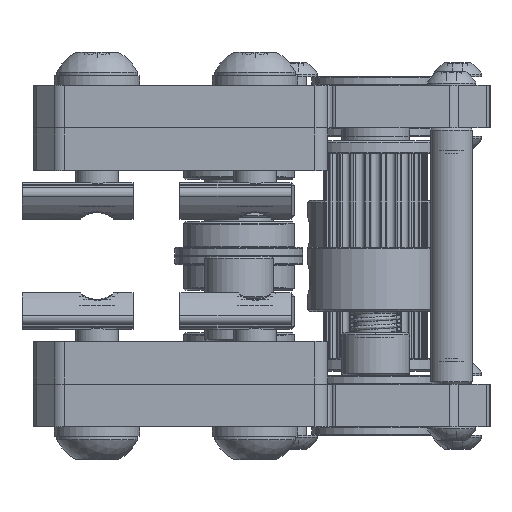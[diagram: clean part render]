
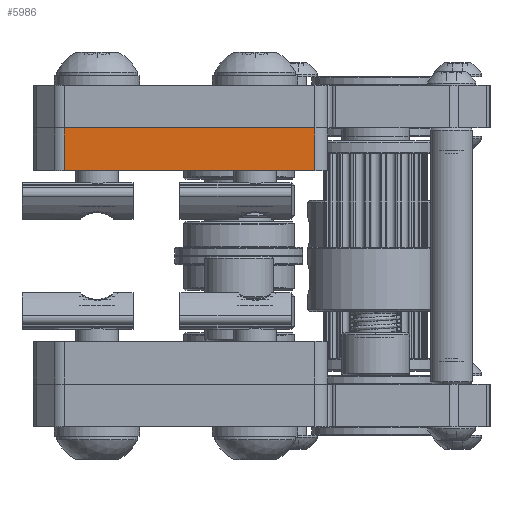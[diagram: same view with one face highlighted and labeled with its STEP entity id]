
A CAD part, left-side view. The second image highlights one B-rep face of the part: STEP entity #5986.
In plain terms, the highlighted face is planar.
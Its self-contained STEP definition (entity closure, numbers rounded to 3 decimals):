
#678=PLANE('',#6614);
#828=FACE_OUTER_BOUND('',#1198,.T.);
#1198=EDGE_LOOP('',(#4396,#4397,#4398,#4399));
#1620=LINE('',#9790,#1998);
#1641=LINE('',#9861,#2019);
#1642=LINE('',#9864,#2020);
#1643=LINE('',#9865,#2021);
#1998=VECTOR('',#7657,10.);
#2019=VECTOR('',#7730,10.);
#2020=VECTOR('',#7733,10.);
#2021=VECTOR('',#7734,10.);
#2794=VERTEX_POINT('',#9768);
#2804=VERTEX_POINT('',#9788);
#2827=VERTEX_POINT('',#9857);
#2829=VERTEX_POINT('',#9863);
#3381=EDGE_CURVE('',#2804,#2794,#1620,.T.);
#3417=EDGE_CURVE('',#2794,#2827,#1641,.T.);
#3418=EDGE_CURVE('',#2829,#2804,#1642,.T.);
#3419=EDGE_CURVE('',#2829,#2827,#1643,.T.);
#4396=ORIENTED_EDGE('',*,*,#3417,.F.);
#4397=ORIENTED_EDGE('',*,*,#3381,.F.);
#4398=ORIENTED_EDGE('',*,*,#3418,.F.);
#4399=ORIENTED_EDGE('',*,*,#3419,.T.);
#5986=ADVANCED_FACE('',(#828),#678,.T.);
#6614=AXIS2_PLACEMENT_3D('',#9862,#7731,#7732);
#7657=DIRECTION('',(0.,1.,0.));
#7730=DIRECTION('',(0.,0.,-1.));
#7731=DIRECTION('center_axis',(1.,0.,0.));
#7732=DIRECTION('ref_axis',(0.,1.,0.));
#7733=DIRECTION('',(0.,0.,1.));
#7734=DIRECTION('',(0.,1.,0.));
#9768=CARTESIAN_POINT('',(-45.,50.879,5.));
#9788=CARTESIAN_POINT('',(-45.,21.5,5.));
#9790=CARTESIAN_POINT('',(-45.,20.,5.));
#9857=CARTESIAN_POINT('',(-45.,50.879,0.));
#9861=CARTESIAN_POINT('',(-45.,50.879,0.));
#9862=CARTESIAN_POINT('Origin',(-45.,30.,0.));
#9863=CARTESIAN_POINT('',(-45.,21.5,0.));
#9864=CARTESIAN_POINT('',(-45.,21.5,0.));
#9865=CARTESIAN_POINT('',(-45.,20.,0.));
